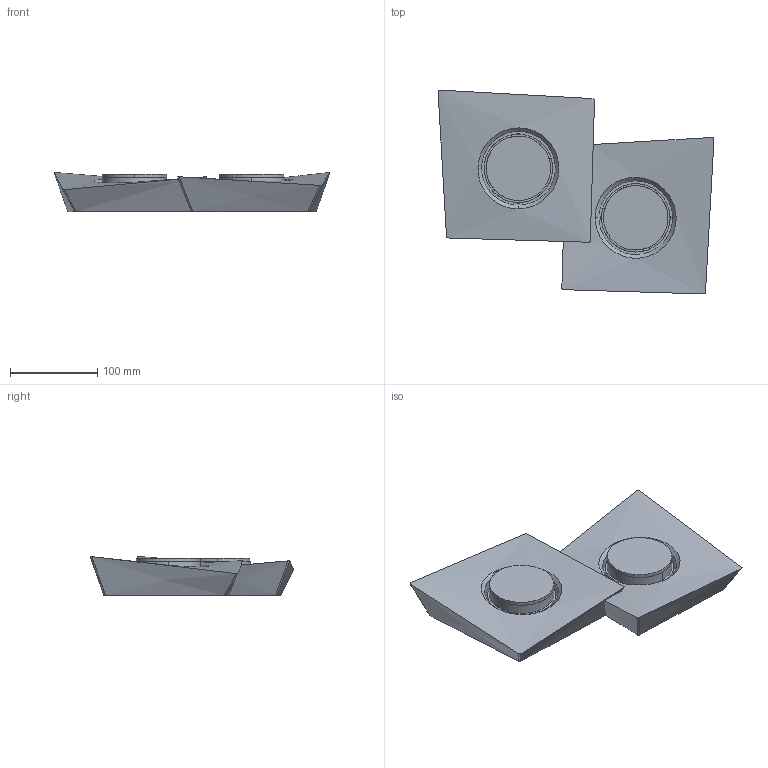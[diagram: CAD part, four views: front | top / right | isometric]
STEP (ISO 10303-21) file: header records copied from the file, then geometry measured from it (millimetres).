
FILE_DESCRIPTION(/* description */ (''),/* implementation_level */ '2;1');
FILE_NAME(/* name */ 'T372',/* time_stamp */ '2020-10-01T13:05:11+02:00',/* author */ (''),/* organization */ (''),/* preprocessor_version */ 'ST-DEVELOPER v16.5',/* originating_system */ '',/* authorisation */ '');
FILE_SCHEMA (('AUTOMOTIVE_DESIGN'));
Length unit declared in the file: millimetre
Products named in the file (1): Document
Bounding box: 317.07 x 234.24 x 44.89 mm (x, y, z)
Volume: 1306776 mm3; surface area: 238761.3 mm2
Topology: 19 solids, 25 shells, 408 faces, 963 edges, 637 vertices
Faces by surface type: bspline 269, plane 139
Entity records: 13659 total; most frequent: CARTESIAN_POINT 7692, ORIENTED_EDGE 1914, EDGE_CURVE 963, VERTEX_POINT 637, EDGE_LOOP 516, ADVANCED_FACE 408, FACE_OUTER_BOUND 408, B_SPLINE_CURVE_WITH_KNOTS 291
